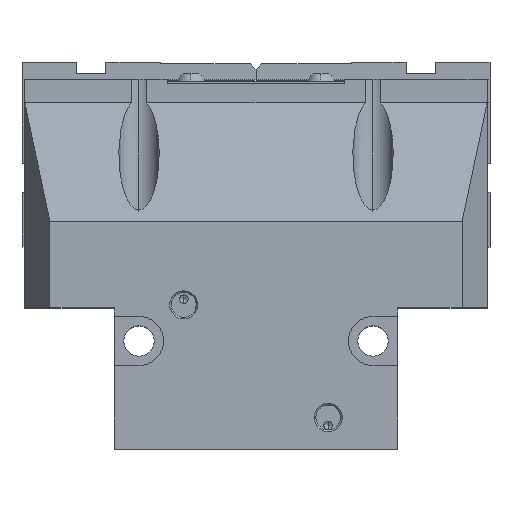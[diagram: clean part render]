
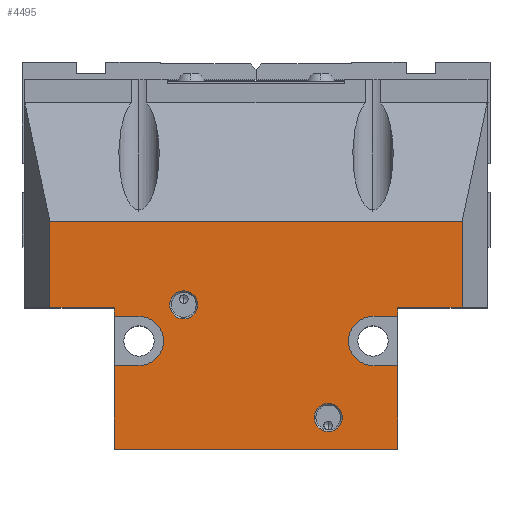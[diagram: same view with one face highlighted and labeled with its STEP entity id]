
A CAD part, top view. The second image highlights one B-rep face of the part: STEP entity #4495.
In plain terms, the highlighted planar face has unit normal (0, 0, 1).
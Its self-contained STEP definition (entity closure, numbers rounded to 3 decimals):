
#1921 = VERTEX_POINT( '', #5567 );
#1979 = EDGE_CURVE( '', #2739, #3213, #5631, .T. );
#2033 = VERTEX_POINT( '', #5691 );
#2177 = EDGE_CURVE( '', #3213, #2773, #5855, .T. );
#2233 = VERTEX_POINT( '', #5919 );
#2275 = EDGE_CURVE( '', #3573, #1921, #5967, .T. );
#2285 = EDGE_CURVE( '', #3073, #2033, #5977, .T. );
#2565 = VERTEX_POINT( '', #6291 );
#2617 = EDGE_CURVE( '', #3177, #1921, #6346, .T. );
#2739 = VERTEX_POINT( '', #6480 );
#2751 = EDGE_CURVE( '', #4249, #4429, #6494, .T. );
#2773 = VERTEX_POINT( '', #6519 );
#2859 = EDGE_CURVE( '', #2233, #4089, #6613, .T. );
#2861 = EDGE_CURVE( '', #3573, #2565, #6615, .T. );
#3073 = VERTEX_POINT( '', #6852 );
#3115 = EDGE_CURVE( '', #5089, #2739, #6901, .T. );
#3177 = VERTEX_POINT( '', #6972 );
#3187 = VERTEX_POINT( '', #6982 );
#3213 = VERTEX_POINT( '', #7010 );
#3247 = EDGE_CURVE( '', #2565, #4547, #7046, .T. );
#3573 = VERTEX_POINT( '', #7414 );
#3577 = EDGE_CURVE( '', #4967, #5195, #7418, .T. );
#3665 = EDGE_CURVE( '', #4039, #3745, #7518, .T. );
#3745 = VERTEX_POINT( '', #7607 );
#3983 = EDGE_CURVE( '', #5195, #4967, #7877, .T. );
#4039 = VERTEX_POINT( '', #7938 );
#4089 = VERTEX_POINT( '', #7993 );
#4249 = VERTEX_POINT( '', #8169 );
#4429 = VERTEX_POINT( '', #8372 );
#4495 = ADVANCED_FACE( '', ( #8441, #8442, #8443 ), #8444, .T. );
#4547 = VERTEX_POINT( '', #8503 );
#4579 = EDGE_CURVE( '', #4089, #4039, #8535, .T. );
#4625 = EDGE_CURVE( '', #2773, #3187, #8585, .T. );
#4635 = EDGE_CURVE( '', #3745, #3177, #8595, .T. );
#4937 = EDGE_CURVE( '', #2033, #2233, #8931, .T. );
#4967 = VERTEX_POINT( '', #8963 );
#5089 = VERTEX_POINT( '', #9093 );
#5135 = EDGE_CURVE( '', #4429, #4249, #9141, .T. );
#5195 = VERTEX_POINT( '', #9207 );
#5201 = EDGE_CURVE( '', #3187, #3073, #9215, .T. );
#5403 = EDGE_CURVE( '', #4547, #5089, #9438, .T. );
#5567 = CARTESIAN_POINT( '', ( -49., 0., 39. ) );
#5631 = LINE( '', #9712, #9713 );
#5691 = CARTESIAN_POINT( '', ( -71.34, 49., 39. ) );
#5855 = LINE( '', #10091, #10092 );
#5919 = CARTESIAN_POINT( '', ( -49., 49., 39. ) );
#5967 = LINE( '', #10239, #10240 );
#5977 = LINE( '', #10255, #10256 );
#6291 = CARTESIAN_POINT( '', ( 49., 29., 39. ) );
#6346 = LINE( '', #10875, #10876 );
#6480 = CARTESIAN_POINT( '', ( 49., 46., 39. ) );
#6494 = CIRCLE( '', #11086, 4.864 );
#6519 = CARTESIAN_POINT( '', ( 71.34, 49., 39. ) );
#6613 = LINE( '', #11270, #11271 );
#6615 = LINE( '', #11274, #11275 );
#6852 = CARTESIAN_POINT( '', ( -71.34, 78.788, 39. ) );
#6901 = LINE( '', #11701, #11702 );
#6972 = CARTESIAN_POINT( '', ( -49., 29., 39. ) );
#6982 = CARTESIAN_POINT( '', ( 71.34, 78.788, 39. ) );
#7010 = CARTESIAN_POINT( '', ( 49., 49., 39. ) );
#7046 = LINE( '', #11908, #11909 );
#7414 = CARTESIAN_POINT( '', ( 49., 0., 39. ) );
#7418 = CIRCLE( '', #12494, 4.864 );
#7518 = CIRCLE( '', #12650, 8.5 );
#7607 = CARTESIAN_POINT( '', ( -40.5, 29., 39. ) );
#7877 = CIRCLE( '', #13160, 4.864 );
#7938 = CARTESIAN_POINT( '', ( -40.5, 46., 39. ) );
#7993 = CARTESIAN_POINT( '', ( -49., 46., 39. ) );
#8169 = CARTESIAN_POINT( '', ( -25., 45.136, 39. ) );
#8372 = CARTESIAN_POINT( '', ( -25., 54.864, 39. ) );
#8441 = FACE_BOUND( '', #13967, .T. );
#8442 = FACE_BOUND( '', #13968, .T. );
#8443 = FACE_OUTER_BOUND( '', #13969, .T. );
#8444 = PLANE( '', #13970 );
#8503 = CARTESIAN_POINT( '', ( 40.5, 29., 39. ) );
#8535 = LINE( '', #14106, #14107 );
#8585 = LINE( '', #14219, #14220 );
#8595 = LINE( '', #14237, #14238 );
#8931 = LINE( '', #14725, #14726 );
#8963 = CARTESIAN_POINT( '', ( 25., 15.864, 39. ) );
#9093 = CARTESIAN_POINT( '', ( 40.5, 46., 39. ) );
#9141 = CIRCLE( '', #15057, 4.864 );
#9207 = CARTESIAN_POINT( '', ( 25., 6.136, 39. ) );
#9215 = LINE( '', #15154, #15155 );
#9438 = CIRCLE( '', #15502, 8.5 );
#9712 = CARTESIAN_POINT( '', ( 49., 63.894, 39. ) );
#9713 = VECTOR( '', #15780, 1. );
#10091 = CARTESIAN_POINT( '', ( 80., 49., 39. ) );
#10092 = VECTOR( '', #16017, 1. );
#10239 = CARTESIAN_POINT( '', ( 80., 0., 39. ) );
#10240 = VECTOR( '', #16159, 1. );
#10255 = CARTESIAN_POINT( '', ( -71.34, 39.394, 39. ) );
#10256 = VECTOR( '', #16162, 1. );
#10875 = CARTESIAN_POINT( '', ( -49., 39.394, 39. ) );
#10876 = VECTOR( '', #16585, 1. );
#11086 = AXIS2_PLACEMENT_3D( '', #16758, #16759, #16760 );
#11270 = CARTESIAN_POINT( '', ( -49., 39.394, 39. ) );
#11271 = VECTOR( '', #16890, 1. );
#11274 = CARTESIAN_POINT( '', ( 49., 63.894, 39. ) );
#11275 = VECTOR( '', #16891, 1. );
#11701 = CARTESIAN_POINT( '', ( 75., 46., 39. ) );
#11702 = VECTOR( '', #17276, 1. );
#11908 = CARTESIAN_POINT( '', ( 60.25, 29., 39. ) );
#11909 = VECTOR( '', #17404, 1. );
#12494 = AXIS2_PLACEMENT_3D( '', #17849, #17850, #17851 );
#12650 = AXIS2_PLACEMENT_3D( '', #17953, #17954, #17955 );
#13160 = AXIS2_PLACEMENT_3D( '', #18407, #18408, #18409 );
#13967 = EDGE_LOOP( '', ( #19014, #19015 ) );
#13968 = EDGE_LOOP( '', ( #19016, #19017 ) );
#13969 = EDGE_LOOP( '', ( #19018, #19019, #19020, #19021, #19022, #19023, #19024, #19025, #19026, #19027, #19028, #19029, #19030, #19031, #19032, #19033 ) );
#13970 = AXIS2_PLACEMENT_3D( '', #19034, #19035, #19036 );
#14106 = CARTESIAN_POINT( '', ( 19.75, 46., 39. ) );
#14107 = VECTOR( '', #19118, 1. );
#14219 = CARTESIAN_POINT( '', ( 71.34, 39.394, 39. ) );
#14220 = VECTOR( '', #19167, 1. );
#14237 = CARTESIAN_POINT( '', ( 5., 29., 39. ) );
#14238 = VECTOR( '', #19171, 1. );
#14725 = CARTESIAN_POINT( '', ( 15.5, 49., 39. ) );
#14726 = VECTOR( '', #19532, 1. );
#15057 = AXIS2_PLACEMENT_3D( '', #19707, #19708, #19709 );
#15154 = CARTESIAN_POINT( '', ( 80., 78.788, 39. ) );
#15155 = VECTOR( '', #19781, 1. );
#15502 = AXIS2_PLACEMENT_3D( '', #20064, #20065, #20066 );
#15780 = DIRECTION( '', ( 0., 1., 0. ) );
#16017 = DIRECTION( '', ( 1., 0., 0. ) );
#16159 = DIRECTION( '', ( -1., 0., 0. ) );
#16162 = DIRECTION( '', ( 0., -1., 0. ) );
#16585 = DIRECTION( '', ( 0., -1., 0. ) );
#16758 = CARTESIAN_POINT( '', ( -25., 50., 39. ) );
#16759 = DIRECTION( '', ( 0., 0., -1. ) );
#16760 = DIRECTION( '', ( 0., 1., 0. ) );
#16890 = DIRECTION( '', ( 0., -1., 0. ) );
#16891 = DIRECTION( '', ( 0., 1., 0. ) );
#17276 = DIRECTION( '', ( 1., 0., 0. ) );
#17404 = DIRECTION( '', ( -1., 0., 0. ) );
#17849 = CARTESIAN_POINT( '', ( 25., 11., 39. ) );
#17850 = DIRECTION( '', ( 0., 0., -1. ) );
#17851 = DIRECTION( '', ( 0., 1., 0. ) );
#17953 = CARTESIAN_POINT( '', ( -40.5, 37.5, 39. ) );
#17954 = DIRECTION( '', ( 0., 0., -1. ) );
#17955 = DIRECTION( '', ( 0., -1., 0. ) );
#18407 = CARTESIAN_POINT( '', ( 25., 11., 39. ) );
#18408 = DIRECTION( '', ( 0., 0., -1. ) );
#18409 = DIRECTION( '', ( 0., 1., 0. ) );
#19014 = ORIENTED_EDGE( '', *, *, #3577, .T. );
#19015 = ORIENTED_EDGE( '', *, *, #3983, .T. );
#19016 = ORIENTED_EDGE( '', *, *, #5135, .T. );
#19017 = ORIENTED_EDGE( '', *, *, #2751, .T. );
#19018 = ORIENTED_EDGE( '', *, *, #3247, .T. );
#19019 = ORIENTED_EDGE( '', *, *, #5403, .T. );
#19020 = ORIENTED_EDGE( '', *, *, #3115, .T. );
#19021 = ORIENTED_EDGE( '', *, *, #1979, .T. );
#19022 = ORIENTED_EDGE( '', *, *, #2177, .T. );
#19023 = ORIENTED_EDGE( '', *, *, #4625, .T. );
#19024 = ORIENTED_EDGE( '', *, *, #5201, .T. );
#19025 = ORIENTED_EDGE( '', *, *, #2285, .T. );
#19026 = ORIENTED_EDGE( '', *, *, #4937, .T. );
#19027 = ORIENTED_EDGE( '', *, *, #2859, .T. );
#19028 = ORIENTED_EDGE( '', *, *, #4579, .T. );
#19029 = ORIENTED_EDGE( '', *, *, #3665, .T. );
#19030 = ORIENTED_EDGE( '', *, *, #4635, .T. );
#19031 = ORIENTED_EDGE( '', *, *, #2617, .T. );
#19032 = ORIENTED_EDGE( '', *, *, #2275, .F. );
#19033 = ORIENTED_EDGE( '', *, *, #2861, .T. );
#19034 = CARTESIAN_POINT( '', ( 80., 78.788, 39. ) );
#19035 = DIRECTION( '', ( 0., 0., 1. ) );
#19036 = DIRECTION( '', ( 0., 1., 0. ) );
#19118 = DIRECTION( '', ( 1., 0., 0. ) );
#19167 = DIRECTION( '', ( 0., 1., 0. ) );
#19171 = DIRECTION( '', ( -1., 0., 0. ) );
#19532 = DIRECTION( '', ( 1., 0., 0. ) );
#19707 = CARTESIAN_POINT( '', ( -25., 50., 39. ) );
#19708 = DIRECTION( '', ( 0., 0., -1. ) );
#19709 = DIRECTION( '', ( 0., 1., 0. ) );
#19781 = DIRECTION( '', ( -1., 0., 0. ) );
#20064 = CARTESIAN_POINT( '', ( 40.5, 37.5, 39. ) );
#20065 = DIRECTION( '', ( 0., 0., -1. ) );
#20066 = DIRECTION( '', ( 0., 1., 0. ) );
